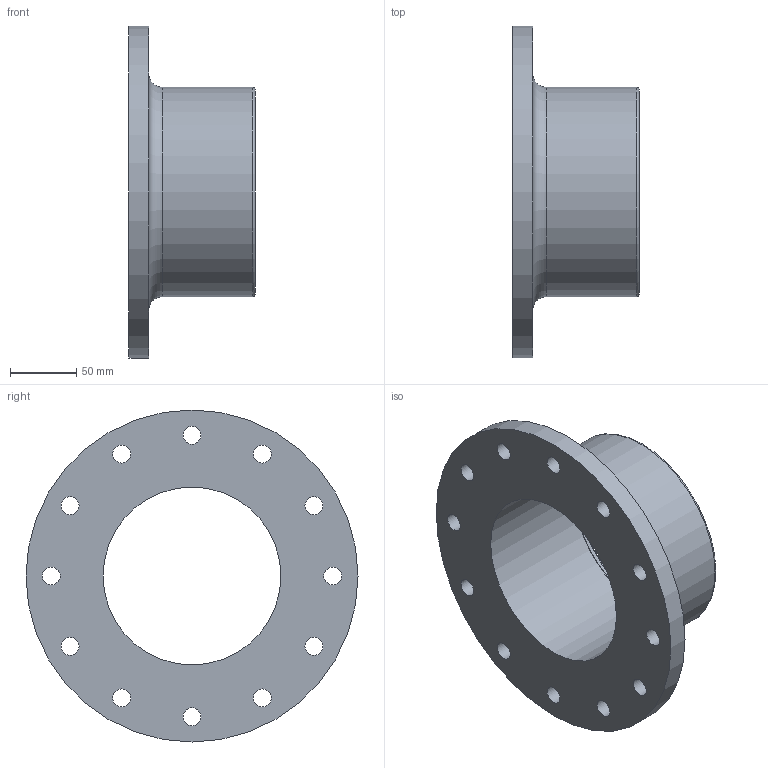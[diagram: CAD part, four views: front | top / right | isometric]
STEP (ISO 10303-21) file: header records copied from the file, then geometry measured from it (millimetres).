
FILE_DESCRIPTION( ( 'Unknown' ), '1' );
FILE_NAME( 'Flansch_Alu_1060.stp', 'Unknown', ( 'Unknown' ), ( 'Unknown' ), 'PSStep 17.0.49', 'Unknown', ' ' );
FILE_SCHEMA( ( 'AUTOMOTIVE_DESIGN { 1 0 10303 214 1 1 1 1 }' ) );
Length unit declared in the file: millimetre
Products named in the file (1): 1
Bounding box: 95 x 250 x 250 mm (x, y, z)
Volume: 948696.5 mm3; surface area: 162560.2 mm2
Topology: 1 solids, 1 shells, 23 faces, 69 edges, 49 vertices
Faces by surface type: cylinder 15, torus 4, plane 3, cone 1
Full cylindrical faces by diameter (mm): 13.5 x12, 133.9 x1, 157.9 x1, 250 x1
Entity records: 836 total; most frequent: DIRECTION 118, CARTESIAN_POINT 94, EDGE_LOOP 70, ORIENTED_EDGE 70, AXIS2_PLACEMENT_3D 59, FACE_OUTER_BOUND 42, EDGE_CURVE 35, VERTEX_POINT 35
